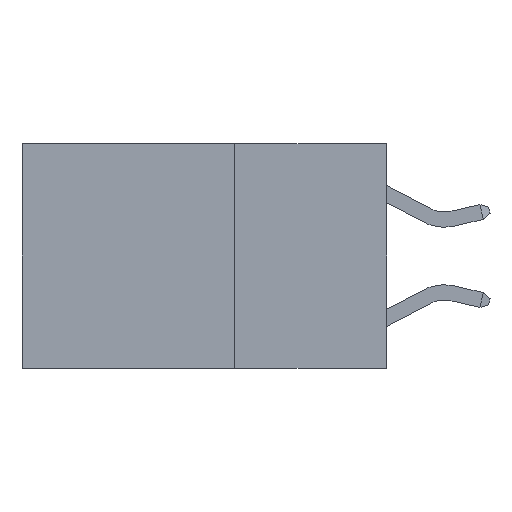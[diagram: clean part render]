
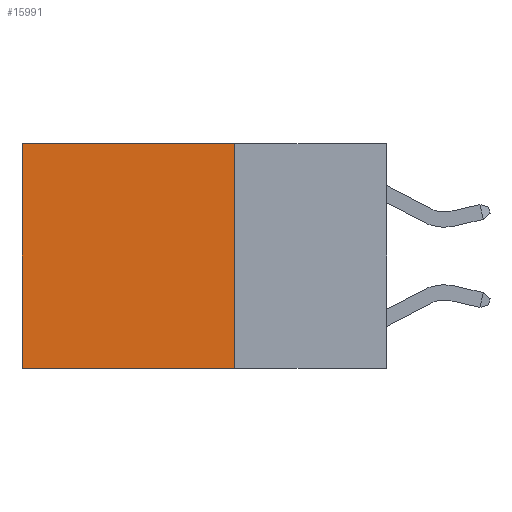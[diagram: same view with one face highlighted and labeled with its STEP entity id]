
A CAD part, left-side view. The second image highlights one B-rep face of the part: STEP entity #15991.
In plain terms, the highlighted planar face has unit normal (-1, 0, 0).
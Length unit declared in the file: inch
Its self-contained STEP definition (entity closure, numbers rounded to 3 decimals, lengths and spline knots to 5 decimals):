
#217 = EDGE_CURVE ( 'NONE', #2548, #14525, #20594, .T. ) ;
#935 = LINE ( 'NONE', #8556, #16552 ) ;
#1058 = EDGE_CURVE ( 'NONE', #14525, #12542, #10897, .T. ) ;
#2548 = VERTEX_POINT ( 'NONE', #18274 ) ;
#2599 = ORIENTED_EDGE ( 'NONE', *, *, #1058, .F. ) ;
#2857 = DIRECTION ( 'NONE',  ( 1., 0., 0. ) ) ;
#3302 = CARTESIAN_POINT ( 'NONE',  ( 0.2625, 0.25, 0. ) ) ;
#3612 = EDGE_CURVE ( 'NONE', #18805, #12542, #935, .T. ) ;
#3681 = VECTOR ( 'NONE', #7022, 39.37008 ) ;
#4546 = DIRECTION ( 'NONE',  ( 0., 1., 0. ) ) ;
#4808 = CARTESIAN_POINT ( 'NONE',  ( 0.2625, 0.25, -0.37 ) ) ;
#4917 = FACE_OUTER_BOUND ( 'NONE', #22416, .T. ) ;
#5790 = VECTOR ( 'NONE', #20656, 39.37008 ) ;
#7022 = DIRECTION ( 'NONE',  ( 0., 0., -1. ) ) ;
#7333 = CARTESIAN_POINT ( 'NONE',  ( 0.2625, 0.25, -0.37 ) ) ;
#7646 = EDGE_CURVE ( 'NONE', #2548, #18805, #14085, .T. ) ;
#8042 = ORIENTED_EDGE ( 'NONE', *, *, #217, .F. ) ;
#8556 = CARTESIAN_POINT ( 'NONE',  ( 0.2625, 0.6, 0. ) ) ;
#9824 = VECTOR ( 'NONE', #4546, 39.37008 ) ;
#10897 = LINE ( 'NONE', #4808, #5790 ) ;
#11143 = CARTESIAN_POINT ( 'NONE',  ( 0.2625, 0.25, 0. ) ) ;
#12194 = CARTESIAN_POINT ( 'NONE',  ( 0.2625, 0.6, 0. ) ) ;
#12448 = DIRECTION ( 'NONE',  ( 0., 0., -1. ) ) ;
#12542 = VERTEX_POINT ( 'NONE', #23399 ) ;
#12803 = PLANE ( 'NONE',  #22088 ) ;
#14085 = LINE ( 'NONE', #17953, #9824 ) ;
#14525 = VERTEX_POINT ( 'NONE', #7333 ) ;
#15991 = ADVANCED_FACE ( 'NONE', ( #4917 ), #12803, .F. ) ;
#16552 = VECTOR ( 'NONE', #12448, 39.37008 ) ;
#16761 = DIRECTION ( 'NONE',  ( 0., 0., -1. ) ) ;
#17953 = CARTESIAN_POINT ( 'NONE',  ( 0.2625, 0.25, 0. ) ) ;
#18274 = CARTESIAN_POINT ( 'NONE',  ( 0.2625, 0.25, 0. ) ) ;
#18805 = VERTEX_POINT ( 'NONE', #12194 ) ;
#20594 = LINE ( 'NONE', #3302, #3681 ) ;
#20656 = DIRECTION ( 'NONE',  ( 0., 1., 0. ) ) ;
#22088 = AXIS2_PLACEMENT_3D ( 'NONE', #11143, #2857, #16761 ) ;
#22416 = EDGE_LOOP ( 'NONE', ( #23238, #2599, #8042, #23420 ) ) ;
#23238 = ORIENTED_EDGE ( 'NONE', *, *, #3612, .T. ) ;
#23399 = CARTESIAN_POINT ( 'NONE',  ( 0.2625, 0.6, -0.37 ) ) ;
#23420 = ORIENTED_EDGE ( 'NONE', *, *, #7646, .T. ) ;
